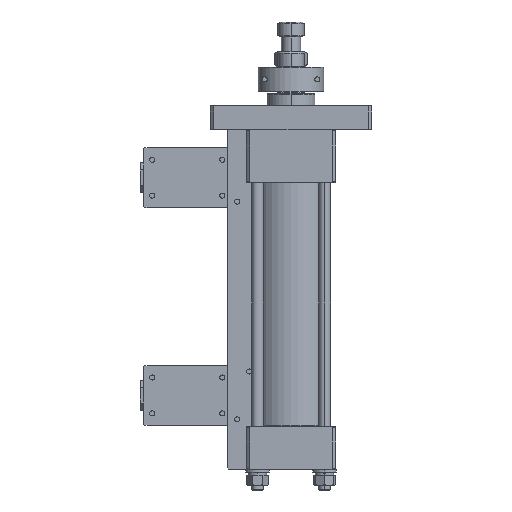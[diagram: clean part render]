
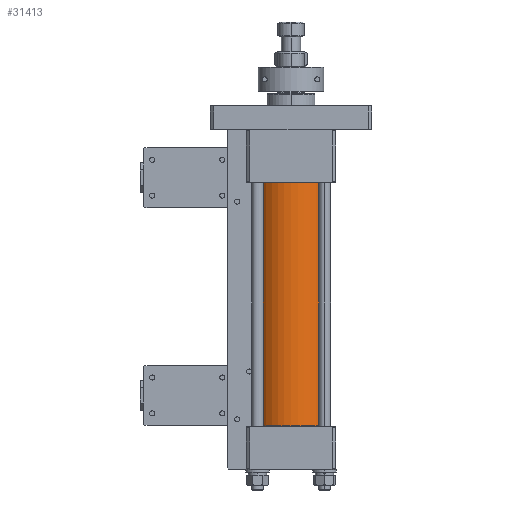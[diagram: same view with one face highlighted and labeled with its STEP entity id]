
A CAD part, front view. The second image highlights one B-rep face of the part: STEP entity #31413.
In plain terms, the highlighted cylindrical face has radius 32.5 mm (diameter 65 mm), a partial arc.
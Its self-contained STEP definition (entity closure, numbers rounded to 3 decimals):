
#16004 = CARTESIAN_POINT ( 'NONE',  ( -203.5, 0., 32.5 ) ) ;
#16077 = CIRCLE ( 'NONE', #16138, 32.5 ) ;
#16078 = DIRECTION ( 'NONE',  ( 0., 0., 1. ) ) ;
#16079 = DIRECTION ( 'NONE',  ( -1., 0., 0. ) ) ;
#16080 = CARTESIAN_POINT ( 'NONE',  ( -154., 0., 0. ) ) ;
#16081 = AXIS2_PLACEMENT_3D ( 'NONE', #16080, #16079, #16078 ) ;
#16082 = CYLINDRICAL_SURFACE ( 'NONE', #16081, 32.5 ) ;
#16083 = FACE_OUTER_BOUND ( 'NONE', #31410, .T. ) ;
#16084 = DIRECTION ( 'NONE',  ( -1., 0., 0. ) ) ;
#16085 = VECTOR ( 'NONE', #16084, 1000. ) ;
#16086 = CARTESIAN_POINT ( 'NONE',  ( -154., 0., -32.5 ) ) ;
#16087 = LINE ( 'NONE', #16086, #16085 ) ;
#16129 = CARTESIAN_POINT ( 'NONE',  ( -0.5, 0., 32.5 ) ) ;
#16130 = CARTESIAN_POINT ( 'NONE',  ( -0.5, 0., -32.5 ) ) ;
#16135 = DIRECTION ( 'NONE',  ( 0., 0., 1. ) ) ;
#16136 = DIRECTION ( 'NONE',  ( -1., 0., 0. ) ) ;
#16137 = CARTESIAN_POINT ( 'NONE',  ( -0.5, 0., 0. ) ) ;
#16138 = AXIS2_PLACEMENT_3D ( 'NONE', #16137, #16136, #16135 ) ;
#16146 = DIRECTION ( 'NONE',  ( 0., 0., 1. ) ) ;
#16147 = DIRECTION ( 'NONE',  ( -1., 0., 0. ) ) ;
#16148 = CARTESIAN_POINT ( 'NONE',  ( -203.5, 0., 0. ) ) ;
#16149 = AXIS2_PLACEMENT_3D ( 'NONE', #16148, #16147, #16146 ) ;
#16150 = CIRCLE ( 'NONE', #16149, 32.5 ) ;
#16151 = CARTESIAN_POINT ( 'NONE',  ( -203.5, 0., -32.5 ) ) ;
#16152 = DIRECTION ( 'NONE',  ( -1., 0., 0. ) ) ;
#16153 = VECTOR ( 'NONE', #16152, 1000. ) ;
#16154 = CARTESIAN_POINT ( 'NONE',  ( -154., 0., 32.5 ) ) ;
#16155 = LINE ( 'NONE', #16154, #16153 ) ;
#31325 = VERTEX_POINT ( 'NONE', #16004 ) ;
#31405 = ORIENTED_EDGE ( 'NONE', *, *, #31407, .T. ) ;
#31407 = EDGE_CURVE ( 'NONE', #31421, #31469, #16087, .T. ) ;
#31410 = EDGE_LOOP ( 'NONE', ( #31417, #31405, #31466, #31462 ) ) ;
#31413 = ADVANCED_FACE ( '��4', ( #16083 ), #16082, .T. ) ;
#31415 = EDGE_CURVE ( '����6', #31423, #31421, #16077, .T. ) ;
#31417 = ORIENTED_EDGE ( 'NONE', *, *, #31415, .T. ) ;
#31421 = VERTEX_POINT ( 'NONE', #16130 ) ;
#31423 = VERTEX_POINT ( 'NONE', #16129 ) ;
#31462 = ORIENTED_EDGE ( 'NONE', *, *, #31467, .F. ) ;
#31466 = ORIENTED_EDGE ( 'NONE', *, *, #31470, .F. ) ;
#31467 = EDGE_CURVE ( 'NONE', #31423, #31325, #16155, .T. ) ;
#31469 = VERTEX_POINT ( 'NONE', #16151 ) ;
#31470 = EDGE_CURVE ( '����8', #31325, #31469, #16150, .T. ) ;
